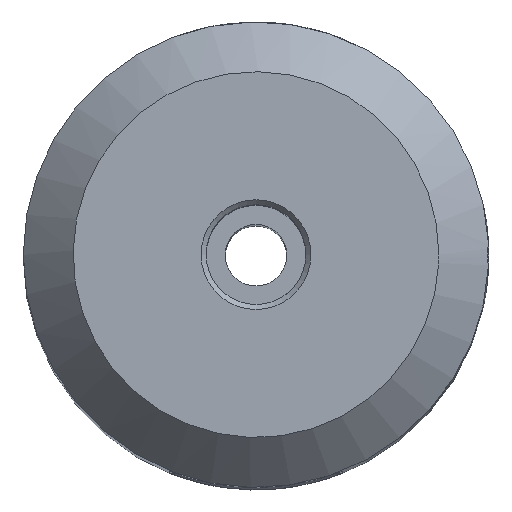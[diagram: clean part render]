
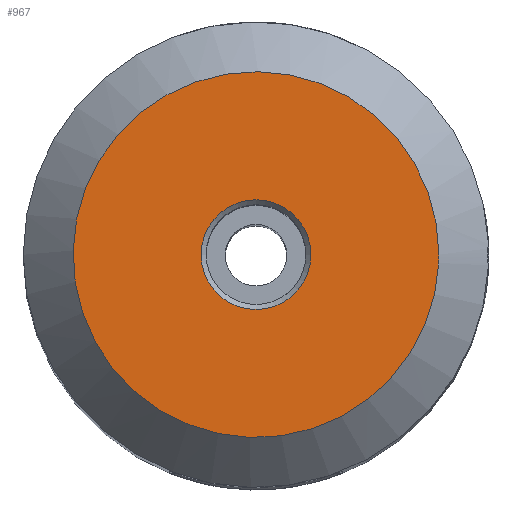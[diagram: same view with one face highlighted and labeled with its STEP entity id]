
A CAD part, top view. The second image highlights one B-rep face of the part: STEP entity #967.
In plain terms, the highlighted planar face has unit normal (0, 0, 1).
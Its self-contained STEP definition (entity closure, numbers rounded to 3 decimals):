
#24 = ORIENTED_EDGE ( 'NONE', *, *, #316, .T. ) ;
#57 = VERTEX_POINT ( 'NONE', #276 ) ;
#81 = AXIS2_PLACEMENT_3D ( 'NONE', #611, #177, #1362 ) ;
#162 = VERTEX_POINT ( 'NONE', #475 ) ;
#177 = DIRECTION ( 'NONE',  ( 0., 0., 1. ) ) ;
#244 = EDGE_CURVE ( 'NONE', #162, #162, #680, .T. ) ;
#276 = CARTESIAN_POINT ( 'NONE',  ( 3.3, 0., 95. ) ) ;
#316 = EDGE_CURVE ( 'NONE', #57, #57, #909, .T. ) ;
#375 = CARTESIAN_POINT ( 'NONE',  ( 0., 0., 95. ) ) ;
#407 = FACE_BOUND ( 'NONE', #992, .T. ) ;
#413 = FACE_OUTER_BOUND ( 'NONE', #1007, .T. ) ;
#475 = CARTESIAN_POINT ( 'NONE',  ( 11., 0., 95. ) ) ;
#520 = DIRECTION ( 'NONE',  ( 1., 0., 0. ) ) ;
#602 = DIRECTION ( 'NONE',  ( 1., 0., 0. ) ) ;
#611 = CARTESIAN_POINT ( 'NONE',  ( 0., 0., 95. ) ) ;
#680 = CIRCLE ( 'NONE', #81, 11. ) ;
#715 = ORIENTED_EDGE ( 'NONE', *, *, #244, .T. ) ;
#747 = DIRECTION ( 'NONE',  ( 0., 0., 1. ) ) ;
#909 = CIRCLE ( 'NONE', #1216, 3.3 ) ;
#964 = PLANE ( 'NONE',  #1288 ) ;
#967 = ADVANCED_FACE ( 'NONE', ( #407, #413 ), #964, .T. ) ;
#992 = EDGE_LOOP ( 'NONE', ( #24 ) ) ;
#1007 = EDGE_LOOP ( 'NONE', ( #715 ) ) ;
#1058 = CARTESIAN_POINT ( 'NONE',  ( 0., 0., 95. ) ) ;
#1216 = AXIS2_PLACEMENT_3D ( 'NONE', #375, #1240, #602 ) ;
#1240 = DIRECTION ( 'NONE',  ( 0., 0., -1. ) ) ;
#1288 = AXIS2_PLACEMENT_3D ( 'NONE', #1058, #747, #520 ) ;
#1362 = DIRECTION ( 'NONE',  ( 1., 0., 0. ) ) ;
